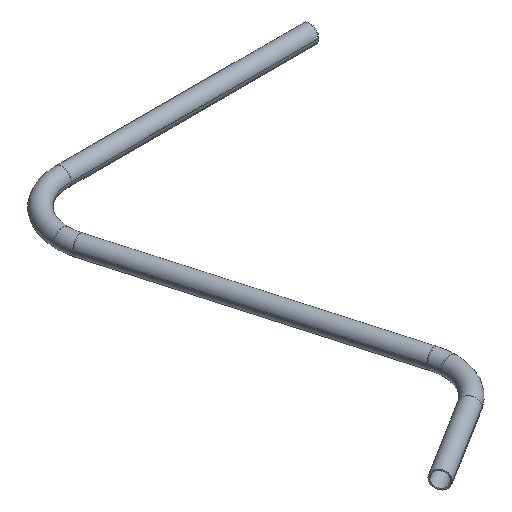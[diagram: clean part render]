
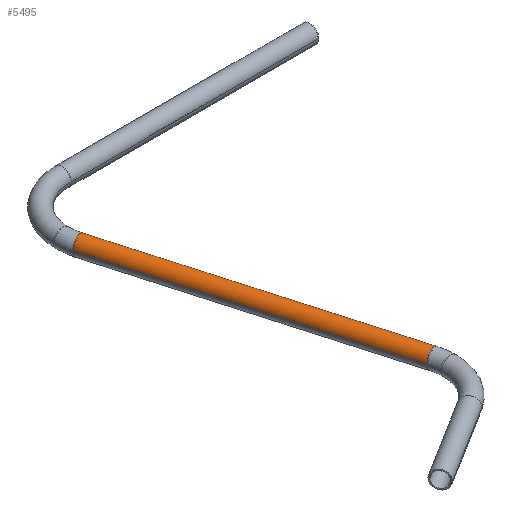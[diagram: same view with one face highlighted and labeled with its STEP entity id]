
A CAD part, isometric view. The second image highlights one B-rep face of the part: STEP entity #5495.
In plain terms, the highlighted cylindrical face has radius 16.85 mm (diameter 33.7 mm), a partial arc.
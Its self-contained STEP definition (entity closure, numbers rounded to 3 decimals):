
#1030 = CARTESIAN_POINT ( 'NONE',  ( 26.216, 719.295, 0. ) ) ;
#1063 = CIRCLE ( 'NONE', #10100, 16.85 ) ;
#1077 = VECTOR ( 'NONE', #2425, 1000. ) ;
#1737 = EDGE_CURVE ( 'NONE', #10446, #4857, #3578, .T. ) ;
#1831 = VERTEX_POINT ( 'NONE', #4010 ) ;
#1928 = DIRECTION ( 'NONE',  ( -0.276, 0.961, 0. ) ) ;
#2425 = DIRECTION ( 'NONE',  ( -0.276, 0.961, 0. ) ) ;
#2515 = DIRECTION ( 'NONE',  ( -0.276, 0.961, 0. ) ) ;
#2637 = EDGE_CURVE ( 'NONE', #1831, #10446, #1063, .T. ) ;
#3578 = LINE ( 'NONE', #6125, #1077 ) ;
#3611 = DIRECTION ( 'NONE',  ( -0.276, 0.961, 0. ) ) ;
#3673 = DIRECTION ( 'NONE',  ( -0.961, -0.276, 0. ) ) ;
#3721 = CARTESIAN_POINT ( 'NONE',  ( 207.439, 209.561, 0. ) ) ;
#3741 = AXIS2_PLACEMENT_3D ( 'NONE', #9199, #3611, #10133 ) ;
#3965 = ORIENTED_EDGE ( 'NONE', *, *, #8370, .F. ) ;
#4010 = CARTESIAN_POINT ( 'NONE',  ( 175.044, 200.272, 0. ) ) ;
#4033 = EDGE_LOOP ( 'NONE', ( #9055, #10938, #3965, #7047 ) ) ;
#4165 = EDGE_CURVE ( 'NONE', #1831, #11171, #8660, .T. ) ;
#4857 = VERTEX_POINT ( 'NONE', #9839 ) ;
#5495 = ADVANCED_FACE ( 'NONE', ( #8787 ), #11151, .T. ) ;
#6125 = CARTESIAN_POINT ( 'NONE',  ( 207.439, 209.561, 0. ) ) ;
#6179 = CARTESIAN_POINT ( 'NONE',  ( 191.241, 204.916, 0. ) ) ;
#7047 = ORIENTED_EDGE ( 'NONE', *, *, #4165, .F. ) ;
#7132 = AXIS2_PLACEMENT_3D ( 'NONE', #6179, #2515, #10821 ) ;
#7525 = CARTESIAN_POINT ( 'NONE',  ( 175.044, 200.272, 0. ) ) ;
#8370 = EDGE_CURVE ( 'NONE', #11171, #4857, #8641, .T. ) ;
#8590 = CARTESIAN_POINT ( 'NONE',  ( 191.241, 204.916, 0. ) ) ;
#8641 = CIRCLE ( 'NONE', #3741, 16.85 ) ;
#8660 = LINE ( 'NONE', #7525, #11448 ) ;
#8787 = FACE_OUTER_BOUND ( 'NONE', #4033, .T. ) ;
#9055 = ORIENTED_EDGE ( 'NONE', *, *, #2637, .T. ) ;
#9199 = CARTESIAN_POINT ( 'NONE',  ( 42.414, 723.94, 0. ) ) ;
#9264 = DIRECTION ( 'NONE',  ( -0.276, 0.961, 0. ) ) ;
#9839 = CARTESIAN_POINT ( 'NONE',  ( 58.611, 728.584, 0. ) ) ;
#10100 = AXIS2_PLACEMENT_3D ( 'NONE', #8590, #9264, #3673 ) ;
#10133 = DIRECTION ( 'NONE',  ( 0.961, 0.276, 0. ) ) ;
#10446 = VERTEX_POINT ( 'NONE', #3721 ) ;
#10821 = DIRECTION ( 'NONE',  ( -0.961, -0.276, 0. ) ) ;
#10938 = ORIENTED_EDGE ( 'NONE', *, *, #1737, .T. ) ;
#11151 = CYLINDRICAL_SURFACE ( 'NONE', #7132, 16.85 ) ;
#11171 = VERTEX_POINT ( 'NONE', #1030 ) ;
#11448 = VECTOR ( 'NONE', #1928, 1000. ) ;
